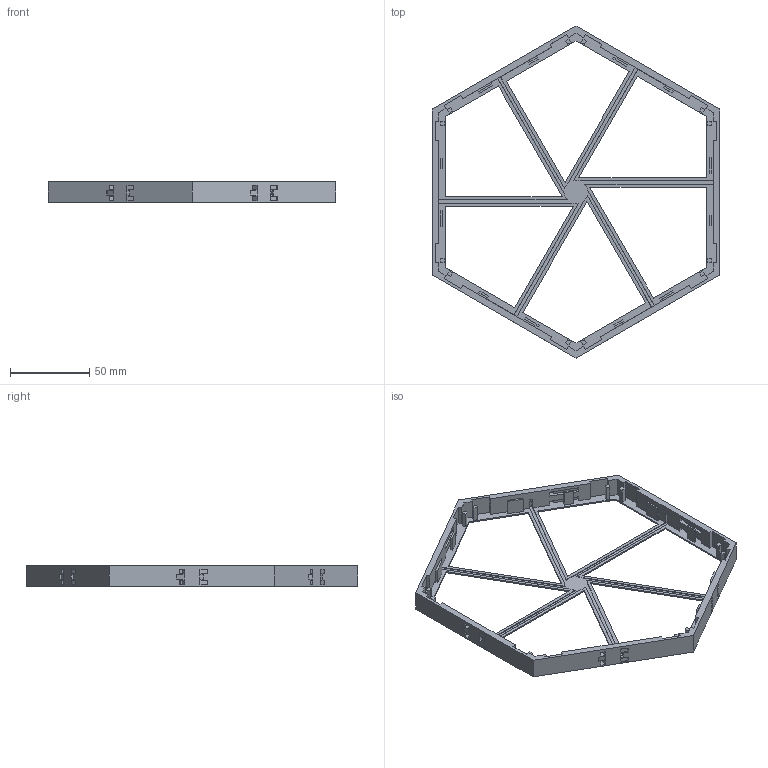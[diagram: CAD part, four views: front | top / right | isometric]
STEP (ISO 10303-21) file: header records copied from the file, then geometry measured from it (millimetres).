
FILE_DESCRIPTION(/* description */ (''),/* implementation_level */ '2;1');
FILE_NAME(/* name */ 'Hexlight v26.stp',/* time_stamp */ '2025-09-12T00:16:50+02:00',/* author */ (''),/* organization */ (''),/* preprocessor_version */ 'ST-DEVELOPER v20.1',/* originating_system */ 'Autodesk Translation Framework v14.10.0.0',/* authorisation */ '');
FILE_SCHEMA (('AUTOMOTIVE_DESIGN { 1 0 10303 214 3 1 1 }'));
Length unit declared in the file: millimetre
Products named in the file (1): Hexlight
Bounding box: 181.21 x 209.24 x 12.8 mm (x, y, z)
Volume: 31375.7 mm3; surface area: 38126.6 mm2
Topology: 1 solids, 1 shells, 387 faces, 1062 edges, 708 vertices
Faces by surface type: plane 381, cylinder 6
Entity records: 12157 total; most frequent: CARTESIAN_POINT 2158, ORIENTED_EDGE 2124, DIRECTION 1850, EDGE_CURVE 1062, LINE 1050, VECTOR 1050, VERTEX_POINT 708, EDGE_LOOP 466
